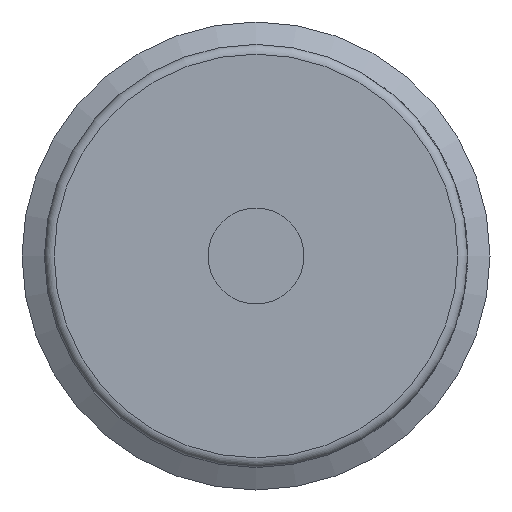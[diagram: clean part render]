
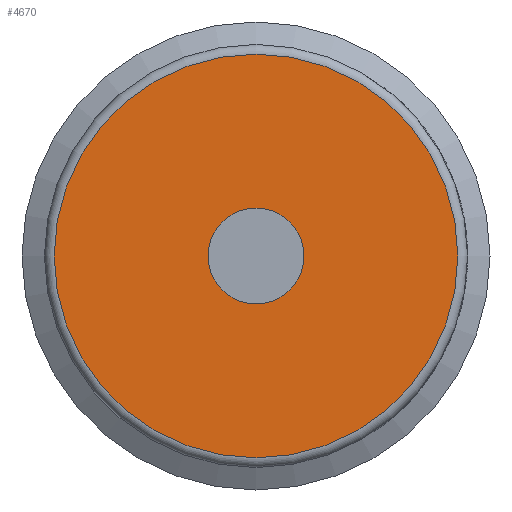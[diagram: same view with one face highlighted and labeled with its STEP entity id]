
A CAD part, front view. The second image highlights one B-rep face of the part: STEP entity #4670.
In plain terms, the highlighted face is planar.
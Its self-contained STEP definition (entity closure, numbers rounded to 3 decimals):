
#55=FACE_BOUND('',#766,.T.);
#161=PLANE('',#4995);
#498=FACE_OUTER_BOUND('',#765,.T.);
#765=EDGE_LOOP('',(#4133));
#766=EDGE_LOOP('',(#4134));
#1557=CIRCLE('',#4983,2.459);
#1561=CIRCLE('',#4993,10.35);
#2182=VERTEX_POINT('',#10273);
#2186=VERTEX_POINT('',#10291);
#2827=EDGE_CURVE('',#2182,#2182,#1557,.T.);
#2835=EDGE_CURVE('',#2186,#2186,#1561,.T.);
#4133=ORIENTED_EDGE('',*,*,#2835,.T.);
#4134=ORIENTED_EDGE('',*,*,#2827,.T.);
#4670=ADVANCED_FACE('',(#498,#55),#161,.T.);
#4983=AXIS2_PLACEMENT_3D('',#10274,#5856,#5857);
#4993=AXIS2_PLACEMENT_3D('',#10292,#5880,#5881);
#4995=AXIS2_PLACEMENT_3D('',#10294,#5884,#5885);
#5856=DIRECTION('center_axis',(-1.,0.,0.));
#5857=DIRECTION('ref_axis',(0.,0.,-1.));
#5880=DIRECTION('center_axis',(1.,0.,0.));
#5881=DIRECTION('ref_axis',(0.,0.,-1.));
#5884=DIRECTION('center_axis',(1.,0.,0.));
#5885=DIRECTION('ref_axis',(0.,0.,-1.));
#10273=CARTESIAN_POINT('',(76.,0.05,2.459));
#10274=CARTESIAN_POINT('Origin',(76.,0.05,0.));
#10291=CARTESIAN_POINT('',(76.,0.05,10.35));
#10292=CARTESIAN_POINT('Origin',(76.,0.05,0.));
#10294=CARTESIAN_POINT('Origin',(76.,0.05,0.));
